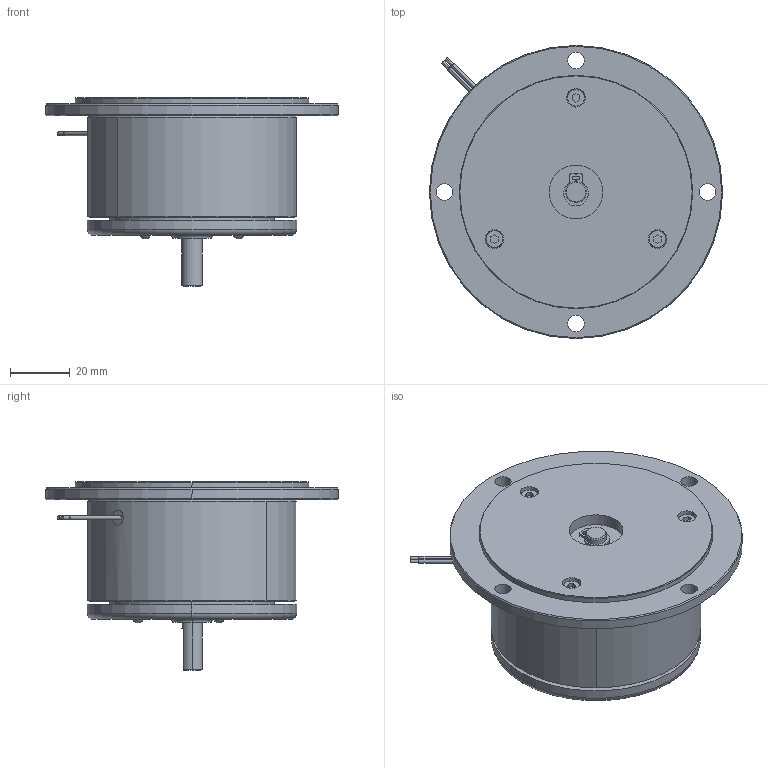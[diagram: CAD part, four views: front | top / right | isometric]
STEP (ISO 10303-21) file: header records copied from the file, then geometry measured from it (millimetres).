
FILE_DESCRIPTION (( 'STEP AP203' ), '1' );
FILE_NAME ('HB2.5.STEP', '2018-11-08T00:52:49', ( 'test' ), ( 'Microsoft' ), 'SwSTEP 2.0', 'SolidWorks 2018', '' );
FILE_SCHEMA (( 'CONFIG_CONTROL_DESIGN' ));
Length unit declared in the file: millimetre
Products named in the file (1): HB2.5
Bounding box: 98 x 98 x 63 mm (x, y, z)
Volume: 187099.4 mm3; surface area: 35730.2 mm2
Topology: 1 solids, 1 shells, 199 faces, 499 edges, 326 vertices
Faces by surface type: cylinder 109, plane 63, cone 17, sphere 6, torus 4
Entity records: 6217 total; most frequent: DIRECTION 1166, CARTESIAN_POINT 1093, ORIENTED_EDGE 998, EDGE_CURVE 499, AXIS2_PLACEMENT_3D 471, VERTEX_POINT 326, CIRCLE 271, EDGE_LOOP 231
